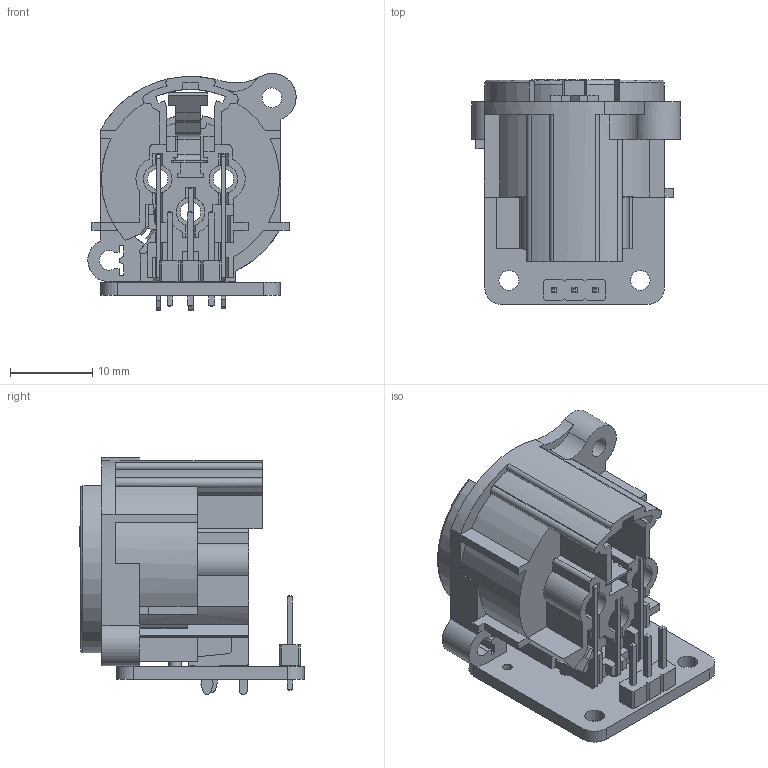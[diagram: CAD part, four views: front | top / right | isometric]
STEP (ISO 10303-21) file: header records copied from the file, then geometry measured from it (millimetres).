
FILE_DESCRIPTION(('KiCad electronic assembly'),'2;1');
FILE_NAME('xlr_breakout_board.step','2021-12-10T04:05:57',('An Author'), ('A Company'),'Open CASCADE STEP processor 7.5', 'KiCad to STEP converter','Unknown');
FILE_SCHEMA(('AUTOMOTIVE_DESIGN { 1 0 10303 214 1 1 1 1 }'));
Length unit declared in the file: millimetre
Products named in the file (6): Open CASCADE STEP translator 7.5 1; amphenol_AC3FAHL-AU-PRE; COMPOUND; PinHeader_1x03_P2.54mm_Vertical; SOLID
Assembly tree (5 placements, depth 3):
  Open CASCADE STEP translator 7.5 1
    amphenol_AC3FAHL-AU-PRE
      COMPOUND
    PinHeader_1x03_P2.54mm_Vertical
      SOLID
    COMPOUND
Bounding box: 25.35 x 27.34 x 28.85 mm (x, y, z)
Volume: 817.6 mm3; surface area: 7906.6 mm2
Topology: 2 solids, 20 shells, 497 faces, 2049 edges, 1537 vertices
Faces by surface type: plane 381, cylinder 95, bspline 8, cone 7, torus 6
Full cylindrical faces by diameter (mm): 1 x3, 1.2 x2, 1.5 x2, 1.6 x4, 2.4 x3, 2.5 x3
Entity records: 49069 total; most frequent: CARTESIAN_POINT 11035, DIRECTION 6234, LINE 4459, VECTOR 4459, ORIENTED_EDGE 3315, PCURVE 3315, DEFINITIONAL_REPRESENTATION 3315, EDGE_CURVE 2049
